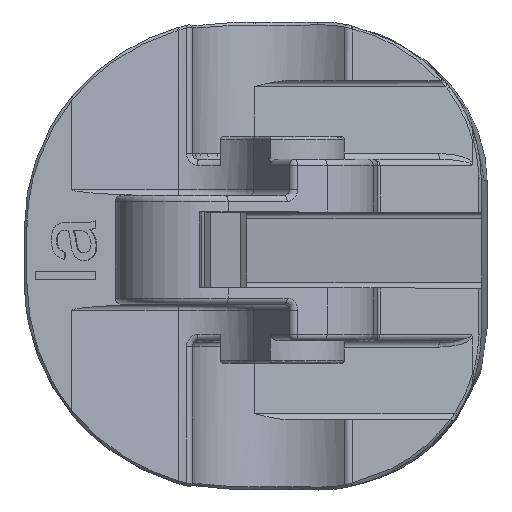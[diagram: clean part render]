
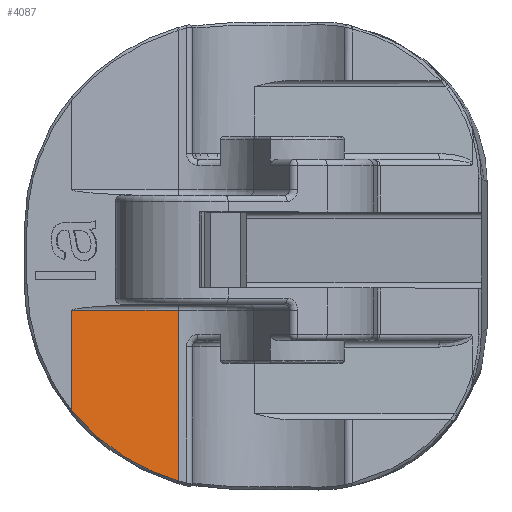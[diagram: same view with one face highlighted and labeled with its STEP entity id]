
A CAD part, top view. The second image highlights one B-rep face of the part: STEP entity #4087.
In plain terms, the highlighted planar face has unit normal (0.178, 0, 0.984).
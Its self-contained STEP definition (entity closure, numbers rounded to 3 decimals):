
#249=ELLIPSE('',#4213,6.567,6.092);
#322=PLANE('',#4388);
#518=FACE_OUTER_BOUND('',#769,.T.);
#769=EDGE_LOOP('',(#3478,#3479,#3480,#3481,#3482));
#896=LINE('',#6183,#1135);
#1012=LINE('',#8533,#1251);
#1059=LINE('',#8887,#1298);
#1135=VECTOR('',#4565,10.);
#1251=VECTOR('',#4911,10.);
#1298=VECTOR('',#5150,10.);
#1424=B_SPLINE_CURVE_WITH_KNOTS('',3,(#7310,#7311,#7312,#7313),
 .UNSPECIFIED.,.F.,.F.,(4,4),(0.074,0.51),
 .UNSPECIFIED.);
#1600=VERTEX_POINT('',#6177);
#1601=VERTEX_POINT('',#6182);
#1696=VERTEX_POINT('',#7289);
#1697=VERTEX_POINT('',#7309);
#1800=VERTEX_POINT('',#8531);
#2027=EDGE_CURVE('',#1601,#1600,#896,.T.);
#2151=EDGE_CURVE('',#1600,#1696,#249,.T.);
#2153=EDGE_CURVE('',#1696,#1697,#1424,.T.);
#2316=EDGE_CURVE('',#1800,#1697,#1012,.T.);
#2418=EDGE_CURVE('',#1800,#1601,#1059,.T.);
#3478=ORIENTED_EDGE('',*,*,#2151,.T.);
#3479=ORIENTED_EDGE('',*,*,#2153,.T.);
#3480=ORIENTED_EDGE('',*,*,#2316,.F.);
#3481=ORIENTED_EDGE('',*,*,#2418,.T.);
#3482=ORIENTED_EDGE('',*,*,#2027,.T.);
#4087=ADVANCED_FACE('',(#518),#322,.T.);
#4213=AXIS2_PLACEMENT_3D('',#7291,#4689,#4690);
#4388=AXIS2_PLACEMENT_3D('',#8889,#5152,#5153);
#4565=DIRECTION('',(0.,-1.,0.));
#4689=DIRECTION('center_axis',(0.178,0.,0.984));
#4690=DIRECTION('ref_axis',(0.323,-0.945,-0.059));
#4911=DIRECTION('',(0.,-1.,0.));
#5150=DIRECTION('',(-0.984,0.,0.178));
#5152=DIRECTION('center_axis',(0.178,0.,0.984));
#5153=DIRECTION('ref_axis',(-0.984,0.,0.178));
#6177=CARTESIAN_POINT('',(-5.577,-5.311,-55.828));
#6182=CARTESIAN_POINT('',(-5.577,-2.,-55.828));
#6183=CARTESIAN_POINT('',(-5.577,-0.9,-55.828));
#7289=CARTESIAN_POINT('',(-5.557,-5.338,-55.832));
#7291=CARTESIAN_POINT('Origin',(-0.953,-1.349,-56.666));
#7309=CARTESIAN_POINT('',(-2.065,-7.628,-56.464));
#7310=CARTESIAN_POINT('Ctrl Pts',(-5.557,-5.338,-55.832));
#7311=CARTESIAN_POINT('Ctrl Pts',(-4.659,-6.432,-55.995));
#7312=CARTESIAN_POINT('Ctrl Pts',(-3.42,-7.231,-56.219));
#7313=CARTESIAN_POINT('Ctrl Pts',(-2.065,-7.628,-56.464));
#8531=CARTESIAN_POINT('',(-2.065,-2.,-56.464));
#8533=CARTESIAN_POINT('',(-2.065,-1.8,-56.464));
#8887=CARTESIAN_POINT('',(-2.471,-2.,-56.391));
#8889=CARTESIAN_POINT('Origin',(-2.065,-1.8,-56.464));
